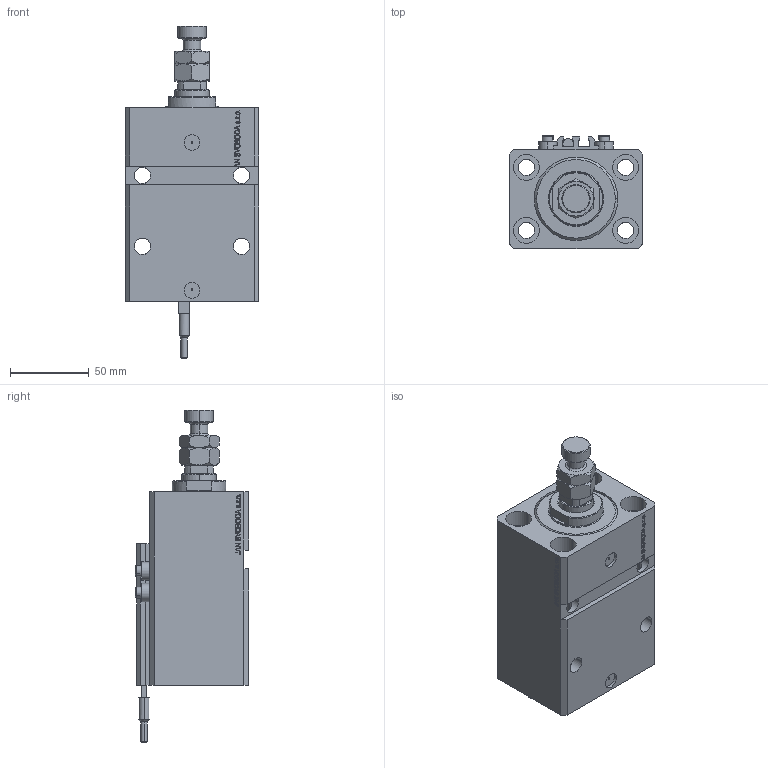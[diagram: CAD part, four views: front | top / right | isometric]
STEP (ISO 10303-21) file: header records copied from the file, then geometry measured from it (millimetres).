
FILE_DESCRIPTION (( 'STEP AP203' ), '1' );
FILE_NAME ('7232.STEP', '2023-10-07T16:50:15', ( '' ), ( '' ), 'SwSTEP 2.0', 'SolidWorks 2019', '' );
FILE_SCHEMA (( 'CONFIG_CONTROL_DESIGN' ));
Length unit declared in the file: millimetre
Products named in the file (7): V250CE_C_VCP b8b900d21712324007ae2be23b009d90; 7232; ALLEN BOLT V250CE b8b900d21712324007ae2be23b009d90; MFA b8b900d21712324007ae2be23b009d90; V250CE_VC_E b8b900d21712324007ae2be23b009d90; SWITCH_V250CE b8b900d21712324007ae2be23b009d90; V250CE_E_Body b8b900d21712324007ae2be23b009d90
Assembly tree (9 placements, depth 2):
  7232
    V250CE_E_Body b8b900d21712324007ae2be23b009d90
    ALLEN BOLT V250CE b8b900d21712324007ae2be23b009d90  x4
    V250CE_C_VCP b8b900d21712324007ae2be23b009d90
    V250CE_VC_E b8b900d21712324007ae2be23b009d90
    MFA b8b900d21712324007ae2be23b009d90
    SWITCH_V250CE b8b900d21712324007ae2be23b009d90
Bounding box: 85 x 72 x 211 mm (x, y, z)
Volume: 569113.7 mm3; surface area: 123933 mm2
Topology: 10 solids, 10 shells, 1185 faces, 2933 edges, 1877 vertices
Faces by surface type: plane 567, bspline 356, cylinder 156, cone 86, torus 20
Entity records: 50579 total; most frequent: CARTESIAN_POINT 25682, ORIENTED_EDGE 5556, DIRECTION 3782, EDGE_CURVE 2778, VERTEX_POINT 1793, VECTOR 1652, LINE 1652, EDGE_LOOP 1249
